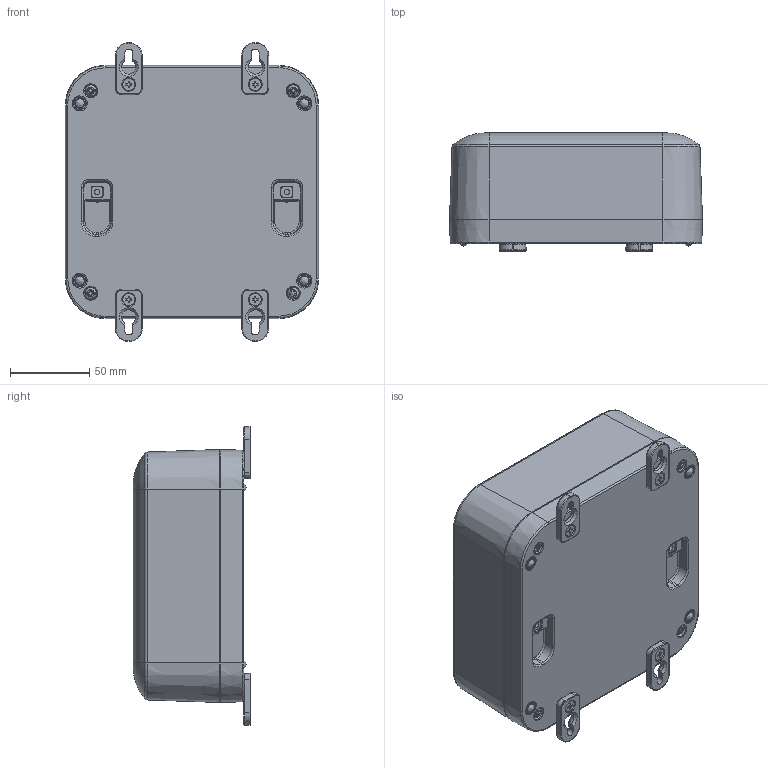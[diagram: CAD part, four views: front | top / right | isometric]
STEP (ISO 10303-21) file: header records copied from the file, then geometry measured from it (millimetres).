
FILE_DESCRIPTION (( 'STEP AP203' ), '1' );
FILE_NAME ('1557FA2GY.step', '2020-11-14T14:41:24', ( 'ADC123' ), ( 'Microsoft' ), 'SwSTEP 2.0', 'SolidWorks 2019', '' );
FILE_SCHEMA (( 'CONFIG_CONTROL_DESIGN' ));
Length unit declared in the file: inch
Products named in the file (9): 1557FA TOP; SC576 (screw M4-0.7X 20mm PN); IN-M4 (insert M4-0.7X5.75mm SS) KNURLS; PFR1421T4; 1557F gasket; 1557FA2GY; Wall Mount Foot; 1557F Bottom; (screw #8X 3_8''''FH Self-tap plastite)
Assembly tree (23 placements, depth 2):
  1557FA2GY
    1557F Bottom
    1557FA TOP
    1557F gasket
    IN-M4 (insert M4-0.7X5.75mm SS) KNURLS  x4
    SC576 (screw M4-0.7X 20mm PN)  x4
    Wall Mount Foot  x4
    PFR1421T4  x4
    (screw #8X 3_8''''FH Self-tap plastite)  x4
Bounding box: 160 x 74.5 x 188.94 mm (x, y, z)
Volume: 320096.6 mm3; surface area: 225852.3 mm2
Topology: 23 solids, 23 shells, 2924 faces, 7526 edges, 4802 vertices
Faces by surface type: bspline 1101, plane 974, cylinder 573, cone 248, torus 28
Full cylindrical faces by diameter (mm): 1.8 x12, 3.251 x4, 3.43 x4, 3.88 x4, 4.191 x4, 4.5 x4, 5 x1, 5.334 x4, 5.537 x8, 7.696 x4, 7.95 x4, 10 x1
Entity records: 96615 total; most frequent: CARTESIAN_POINT 50863, ORIENTED_EDGE 10572, DIRECTION 6440, EDGE_CURVE 5286, VERTEX_POINT 3417, EDGE_LOOP 2461, VECTOR 2372, LINE 2372
